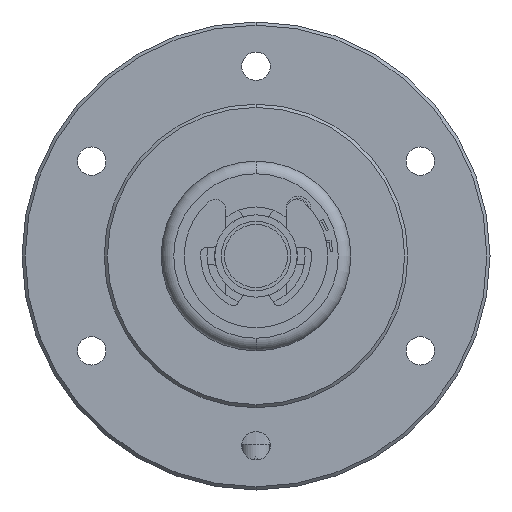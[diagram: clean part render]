
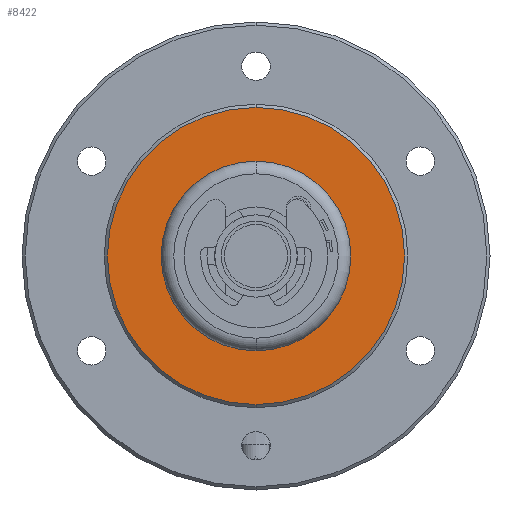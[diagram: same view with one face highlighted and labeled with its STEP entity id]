
A CAD part, front view. The second image highlights one B-rep face of the part: STEP entity #8422.
In plain terms, the highlighted planar face has unit normal (0, -1, 0).
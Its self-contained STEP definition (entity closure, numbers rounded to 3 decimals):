
#142 = DIRECTION ( 'NONE',  ( 0., -1., 0. ) ) ;
#2121 = PLANE ( 'NONE',  #17660 ) ;
#2950 = CIRCLE ( 'NONE', #8853, 23.5 ) ;
#4279 = DIRECTION ( 'NONE',  ( 0., 0., 1. ) ) ;
#5301 = EDGE_LOOP ( 'NONE', ( #18237, #12456 ) ) ;
#6184 = ORIENTED_EDGE ( 'NONE', *, *, #13434, .T. ) ;
#6631 = CARTESIAN_POINT ( 'NONE',  ( 0., 0., 0. ) ) ;
#7440 = VERTEX_POINT ( 'NONE', #12721 ) ;
#7489 = VERTEX_POINT ( 'NONE', #18531 ) ;
#7681 = VERTEX_POINT ( 'NONE', #11077 ) ;
#7778 = AXIS2_PLACEMENT_3D ( 'NONE', #13655, #21190, #4279 ) ;
#7868 = AXIS2_PLACEMENT_3D ( 'NONE', #15390, #142, #9172 ) ;
#8422 = ADVANCED_FACE ( 'NONE', ( #9753, #15467 ), #2121, .F. ) ;
#8853 = AXIS2_PLACEMENT_3D ( 'NONE', #6631, #16312, #14539 ) ;
#9172 = DIRECTION ( 'NONE',  ( 0., 0., 1. ) ) ;
#9753 = FACE_OUTER_BOUND ( 'NONE', #21538, .T. ) ;
#10306 = AXIS2_PLACEMENT_3D ( 'NONE', #15793, #23414, #19588 ) ;
#10681 = CIRCLE ( 'NONE', #10306, 10.5 ) ;
#11077 = CARTESIAN_POINT ( 'NONE',  ( 0., 0., 23.5 ) ) ;
#12456 = ORIENTED_EDGE ( 'NONE', *, *, #16604, .T. ) ;
#12721 = CARTESIAN_POINT ( 'NONE',  ( 0., 0., 10.5 ) ) ;
#13434 = EDGE_CURVE ( 'NONE', #7681, #7489, #18539, .T. ) ;
#13655 = CARTESIAN_POINT ( 'NONE',  ( 0., 0., 0. ) ) ;
#14539 = DIRECTION ( 'NONE',  ( 0., 0., 1. ) ) ;
#14866 = EDGE_CURVE ( 'NONE', #7440, #15048, #23535, .T. ) ;
#15048 = VERTEX_POINT ( 'NONE', #21946 ) ;
#15390 = CARTESIAN_POINT ( 'NONE',  ( 0., 0., 0. ) ) ;
#15467 = FACE_BOUND ( 'NONE', #5301, .T. ) ;
#15793 = CARTESIAN_POINT ( 'NONE',  ( 0., 0., 0. ) ) ;
#16127 = ORIENTED_EDGE ( 'NONE', *, *, #20498, .T. ) ;
#16312 = DIRECTION ( 'NONE',  ( 0., -1., 0. ) ) ;
#16604 = EDGE_CURVE ( 'NONE', #15048, #7440, #10681, .T. ) ;
#17660 = AXIS2_PLACEMENT_3D ( 'NONE', #23646, #18117, #20328 ) ;
#18117 = DIRECTION ( 'NONE',  ( 0., 1., 0. ) ) ;
#18237 = ORIENTED_EDGE ( 'NONE', *, *, #14866, .T. ) ;
#18531 = CARTESIAN_POINT ( 'NONE',  ( 0., 0., -23.5 ) ) ;
#18539 = CIRCLE ( 'NONE', #7868, 23.5 ) ;
#19588 = DIRECTION ( 'NONE',  ( 0., 0., 1. ) ) ;
#20328 = DIRECTION ( 'NONE',  ( 0., 0., 1. ) ) ;
#20498 = EDGE_CURVE ( 'NONE', #7489, #7681, #2950, .T. ) ;
#21190 = DIRECTION ( 'NONE',  ( 0., 1., 0. ) ) ;
#21538 = EDGE_LOOP ( 'NONE', ( #6184, #16127 ) ) ;
#21946 = CARTESIAN_POINT ( 'NONE',  ( 0., 0., -10.5 ) ) ;
#23414 = DIRECTION ( 'NONE',  ( 0., 1., 0. ) ) ;
#23535 = CIRCLE ( 'NONE', #7778, 10.5 ) ;
#23646 = CARTESIAN_POINT ( 'NONE',  ( 0., 0., 0. ) ) ;
